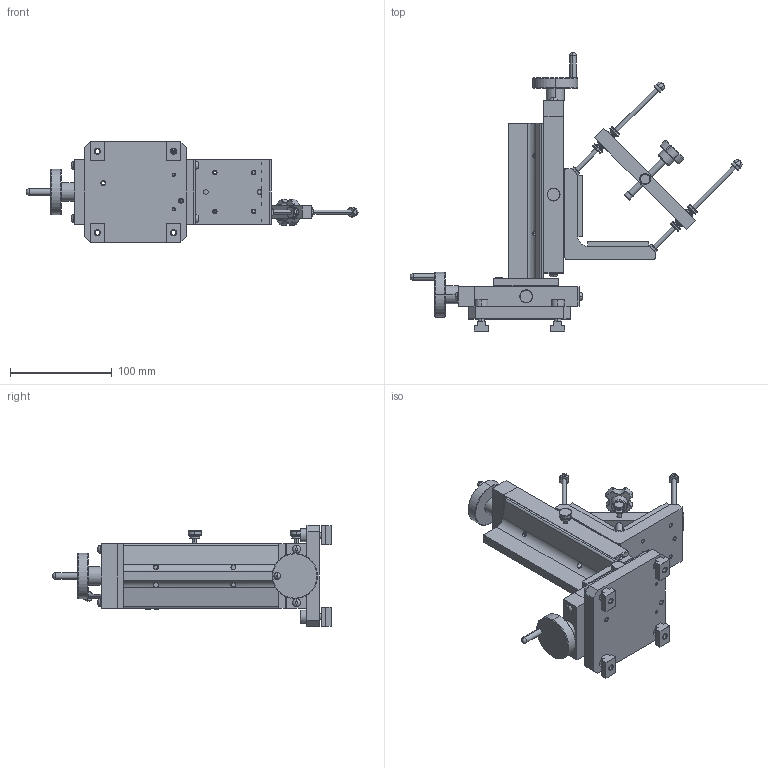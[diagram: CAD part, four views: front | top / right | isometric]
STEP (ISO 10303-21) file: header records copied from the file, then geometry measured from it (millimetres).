
FILE_DESCRIPTION (( 'STEP AP214' ), '1' );
FILE_NAME ('204205_B_EF.STEP', '2014-07-28T16:10:01', ( 'magtrol' ), ( '' ), 'SwSTEP 2.0', 'SolidWorks 2014', '' );
FILE_SCHEMA (( 'AUTOMOTIVE_DESIGN' ));
Length unit declared in the file: inch
Products named in the file (1): 204205_B_EF
Bounding box: 326.06 x 273.68 x 100 mm (x, y, z)
Surface area: 207383.6 mm2 (no closed solid volume)
Topology: 0 solids, 314 shells, 1286 faces, 3985 edges, 2979 vertices
Faces by surface type: plane 817, cylinder 203, cone 199, torus 40, bspline 27
Entity records: 60875 total; most frequent: CARTESIAN_POINT 9454, DIRECTION 7224, ORIENTED_EDGE 5715, EDGE_CURVE 3973, VERTEX_POINT 2979, LINE 2910, VECTOR 2910, AXIS2_PLACEMENT_3D 2157
